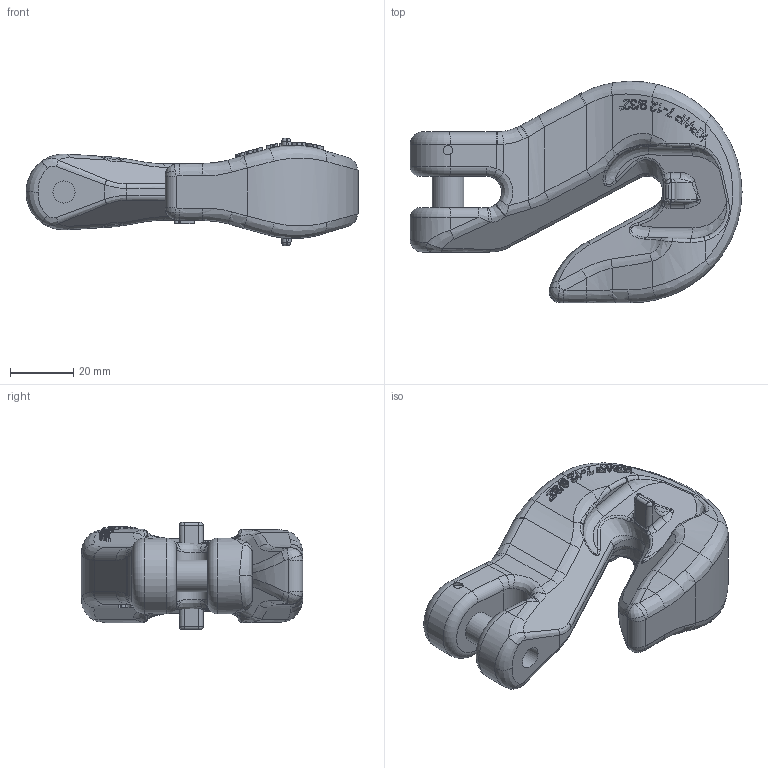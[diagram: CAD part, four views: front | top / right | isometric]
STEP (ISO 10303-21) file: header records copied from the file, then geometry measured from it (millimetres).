
FILE_DESCRIPTION(/* description */ (''),/* implementation_level */ '2;1');
FILE_NAME(/* name */ 'KPWP_7.stp',/* time_stamp */ '2022-06-02T18:23:47+02:00',/* author */ (''),/* organization */ (''),/* preprocessor_version */ 'ST-DEVELOPER v16',/* originating_system */ 'SIEMENS PLM Software NX 11.0',/* authorisation */ '');
FILE_SCHEMA (('AUTOMOTIVE_DESIGN { 1 0 10303 214 3 1 1 1 }'));
Length unit declared in the file: millimetre
Products named in the file (1): baf615CB0B0ukq6
Bounding box: 105 x 69.99 x 34 mm (x, y, z)
Volume: 89072 mm3; surface area: 19187.7 mm2
Topology: 3 solids, 3 shells, 588 faces, 1466 edges, 902 vertices
Faces by surface type: bspline 188, plane 169, extrusion 137, cylinder 76, torus 13, sphere 4, cone 1
Full cylindrical faces by diameter (mm): 3 x3, 7 x1, 10 x3
Entity records: 26156 total; most frequent: CARTESIAN_POINT 13949, ORIENTED_EDGE 2876, DIRECTION 1887, EDGE_CURVE 1438, VERTEX_POINT 896, B_SPLINE_CURVE_WITH_KNOTS 727, AXIS2_PLACEMENT_3D 659, EDGE_LOOP 638
